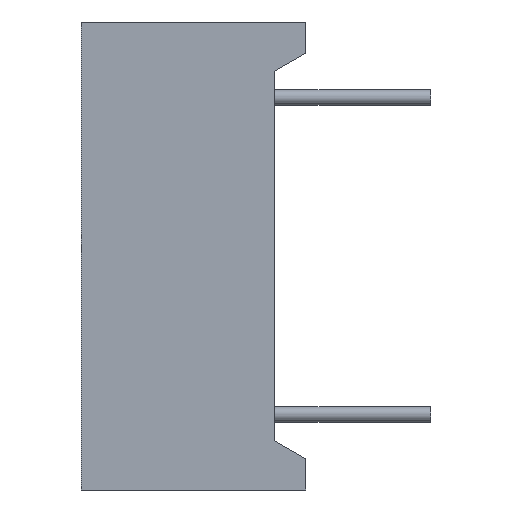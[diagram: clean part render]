
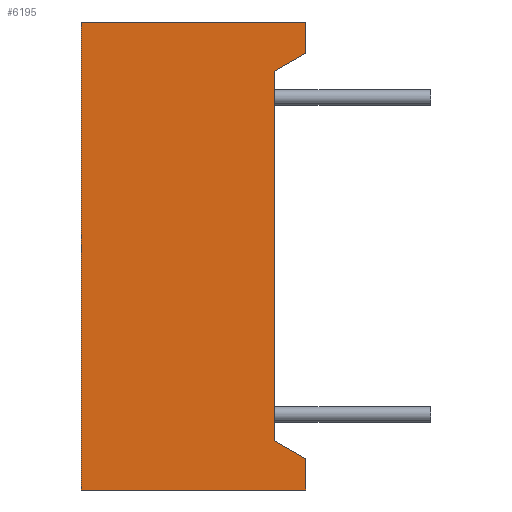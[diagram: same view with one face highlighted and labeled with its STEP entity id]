
A CAD part, left-side view. The second image highlights one B-rep face of the part: STEP entity #6195.
In plain terms, the highlighted planar face has unit normal (-1, 0, 0).
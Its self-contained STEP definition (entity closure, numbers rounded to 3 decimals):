
#390 = CARTESIAN_POINT ( 'NONE',  ( -7.75, 0., 7.5 ) ) ;
#1378 = DIRECTION ( 'NONE',  ( 0., 0., 1. ) ) ;
#1379 = VECTOR ( 'NONE', #1378, 1000. ) ;
#1380 = CARTESIAN_POINT ( 'NONE',  ( -7.75, -7.2, -7.5 ) ) ;
#1381 = LINE ( 'NONE', #1380, #1379 ) ;
#1382 = CARTESIAN_POINT ( 'NONE',  ( -7.75, -7.2, 7.5 ) ) ;
#1442 = CARTESIAN_POINT ( 'NONE',  ( -7.75, -7.2, 6.5 ) ) ;
#1556 = DIRECTION ( 'NONE',  ( 0., 0., -1. ) ) ;
#1557 = VECTOR ( 'NONE', #1556, 1000. ) ;
#1558 = CARTESIAN_POINT ( 'NONE',  ( -7.75, -6.2, -5.923 ) ) ;
#1559 = LINE ( 'NONE', #1558, #1557 ) ;
#1560 = CARTESIAN_POINT ( 'NONE',  ( -7.75, -6.2, 5.923 ) ) ;
#1581 = CARTESIAN_POINT ( 'NONE',  ( -7.75, -7.2, -7.5 ) ) ;
#1582 = DIRECTION ( 'NONE',  ( 0., 0., 1. ) ) ;
#1583 = VECTOR ( 'NONE', #1582, 1000. ) ;
#1584 = CARTESIAN_POINT ( 'NONE',  ( -7.75, -7.2, -7.5 ) ) ;
#1585 = LINE ( 'NONE', #1584, #1583 ) ;
#1586 = CARTESIAN_POINT ( 'NONE',  ( -7.75, -7.2, -6.5 ) ) ;
#1778 = DIRECTION ( 'NONE',  ( 0., -0.866, -0.5 ) ) ;
#1779 = VECTOR ( 'NONE', #1778, 1000. ) ;
#1780 = CARTESIAN_POINT ( 'NONE',  ( -7.75, -7.2, -6.5 ) ) ;
#1781 = LINE ( 'NONE', #1780, #1779 ) ;
#1783 = CARTESIAN_POINT ( 'NONE',  ( -7.75, -6.2, -5.923 ) ) ;
#1958 = VERTEX_POINT ( 'NONE', #1382 ) ;
#1960 = EDGE_CURVE ( 'NONE', #1982, #1958, #1381, .T. ) ;
#1982 = VERTEX_POINT ( 'NONE', #1442 ) ;
#2027 = VERTEX_POINT ( 'NONE', #1560 ) ;
#2029 = EDGE_CURVE ( 'NONE', #2027, #2104, #1559, .T. ) ;
#2051 = VERTEX_POINT ( 'NONE', #1586 ) ;
#2053 = EDGE_CURVE ( 'NONE', #2054, #2051, #1585, .T. ) ;
#2054 = VERTEX_POINT ( 'NONE', #1581 ) ;
#2104 = VERTEX_POINT ( 'NONE', #1783 ) ;
#2106 = EDGE_CURVE ( 'NONE', #2104, #2051, #1781, .T. ) ;
#3604 = VERTEX_POINT ( 'NONE', #390 ) ;
#5027 = CARTESIAN_POINT ( 'NONE',  ( -7.75, 0., -7.5 ) ) ;
#5037 = DIRECTION ( 'NONE',  ( 0., 0., 1. ) ) ;
#5038 = VECTOR ( 'NONE', #5037, 1000. ) ;
#5039 = CARTESIAN_POINT ( 'NONE',  ( -7.75, 0., -7.5 ) ) ;
#5040 = LINE ( 'NONE', #5039, #5038 ) ;
#5422 = FACE_OUTER_BOUND ( 'NONE', #6208, .T. ) ;
#5446 = LINE ( 'NONE', #5497, #5496 ) ;
#5447 = DIRECTION ( 'NONE',  ( 0., 0.866, -0.5 ) ) ;
#5448 = VECTOR ( 'NONE', #5447, 1000. ) ;
#5449 = CARTESIAN_POINT ( 'NONE',  ( -7.75, -6.2, 5.923 ) ) ;
#5450 = LINE ( 'NONE', #5449, #5448 ) ;
#5459 = DIRECTION ( 'NONE',  ( 0., 0., 1. ) ) ;
#5460 = DIRECTION ( 'NONE',  ( -1., 0., 0. ) ) ;
#5461 = CARTESIAN_POINT ( 'NONE',  ( -7.75, -7.2, -7.5 ) ) ;
#5462 = AXIS2_PLACEMENT_3D ( 'NONE', #5461, #5460, #5459 ) ;
#5464 = PLANE ( 'NONE',  #5462 ) ;
#5490 = DIRECTION ( 'NONE',  ( 0., 1., 0. ) ) ;
#5491 = VECTOR ( 'NONE', #5490, 1000. ) ;
#5492 = CARTESIAN_POINT ( 'NONE',  ( -7.75, -7.2, 7.5 ) ) ;
#5494 = LINE ( 'NONE', #5492, #5491 ) ;
#5495 = DIRECTION ( 'NONE',  ( 0., 1., 0. ) ) ;
#5496 = VECTOR ( 'NONE', #5495, 1000. ) ;
#5497 = CARTESIAN_POINT ( 'NONE',  ( -7.75, -7.2, -7.5 ) ) ;
#6043 = EDGE_CURVE ( 'NONE', #6051, #3604, #5040, .T. ) ;
#6051 = VERTEX_POINT ( 'NONE', #5027 ) ;
#6195 = ADVANCED_FACE ( 'NONE', ( #5422 ), #5464, .T. ) ;
#6198 = ORIENTED_EDGE ( 'NONE', *, *, #2106, .F. ) ;
#6202 = ORIENTED_EDGE ( 'NONE', *, *, #6209, .F. ) ;
#6203 = ORIENTED_EDGE ( 'NONE', *, *, #2029, .F. ) ;
#6204 = ORIENTED_EDGE ( 'NONE', *, *, #1960, .T. ) ;
#6206 = ORIENTED_EDGE ( 'NONE', *, *, #6214, .T. ) ;
#6208 = EDGE_LOOP ( 'NONE', ( #6198, #6203, #6202, #6204, #6206, #6217, #6210, #6213 ) ) ;
#6209 = EDGE_CURVE ( 'NONE', #1982, #2027, #5450, .T. ) ;
#6210 = ORIENTED_EDGE ( 'NONE', *, *, #6211, .F. ) ;
#6211 = EDGE_CURVE ( 'NONE', #2054, #6051, #5446, .T. ) ;
#6213 = ORIENTED_EDGE ( 'NONE', *, *, #2053, .T. ) ;
#6214 = EDGE_CURVE ( 'NONE', #1958, #3604, #5494, .T. ) ;
#6217 = ORIENTED_EDGE ( 'NONE', *, *, #6043, .F. ) ;
